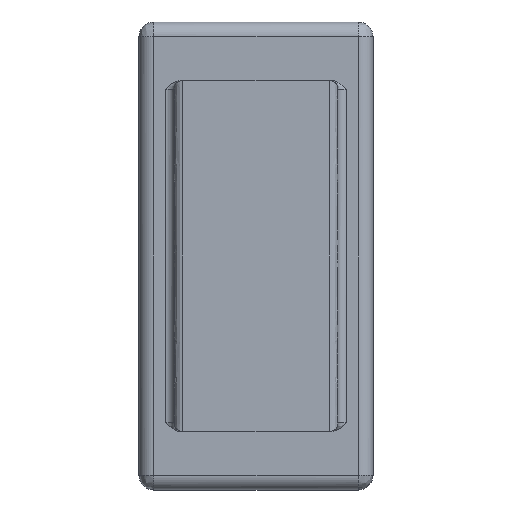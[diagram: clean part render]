
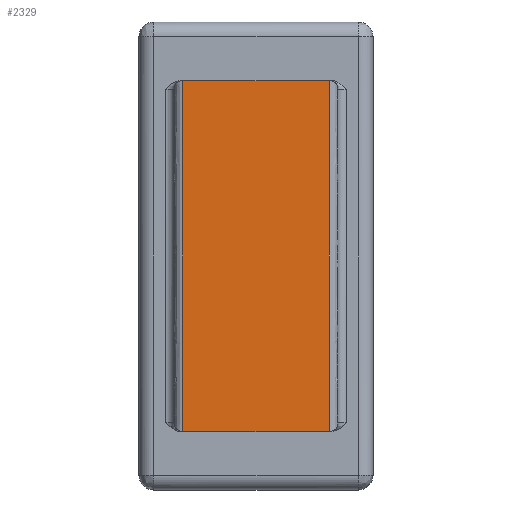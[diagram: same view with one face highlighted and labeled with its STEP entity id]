
A CAD part, front view. The second image highlights one B-rep face of the part: STEP entity #2329.
In plain terms, the highlighted free-form (B-spline) face has degree [1, 1] with [2, 2] control points.
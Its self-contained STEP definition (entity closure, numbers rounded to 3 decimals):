
#1123 = VERTEX_POINT('',#1124);
#1124 = CARTESIAN_POINT('',(-53.171,-80.82,
    127.611));
#1129 = EDGE_CURVE('',#1130,#1123,#1132,.T.);
#1130 = VERTEX_POINT('',#1131);
#1131 = CARTESIAN_POINT('',(53.171,-80.82,
    127.611));
#1132 = B_SPLINE_CURVE_WITH_KNOTS('',1,(#1133,#1134),.UNSPECIFIED.,.F.,
  .F.,(2,2),(7.5,132.5),.PIECEWISE_BEZIER_KNOTS.);
#1133 = CARTESIAN_POINT('',(53.171,-80.82,
    127.611));
#1134 = CARTESIAN_POINT('',(-53.171,-80.82,
    127.611));
#1497 = VERTEX_POINT('',#1498);
#1498 = CARTESIAN_POINT('',(53.171,-80.82,
    -127.611));
#1503 = EDGE_CURVE('',#1504,#1497,#1506,.T.);
#1504 = VERTEX_POINT('',#1505);
#1505 = CARTESIAN_POINT('',(-53.171,-80.82,
    -127.611));
#1506 = B_SPLINE_CURVE_WITH_KNOTS('',1,(#1507,#1508),.UNSPECIFIED.,.F.,
  .F.,(2,2),(7.5,132.5),.PIECEWISE_BEZIER_KNOTS.);
#1507 = CARTESIAN_POINT('',(-53.171,-80.82,
    -127.611));
#1508 = CARTESIAN_POINT('',(53.171,-80.82,
    -127.611));
#1856 = EDGE_CURVE('',#1504,#1123,#1857,.T.);
#1857 = B_SPLINE_CURVE_WITH_KNOTS('',1,(#1858,#1859),.UNSPECIFIED.,.F.,
  .F.,(2,2),(-225.,75.),.PIECEWISE_BEZIER_KNOTS.);
#1858 = CARTESIAN_POINT('',(-53.171,-80.82,
    -127.611));
#1859 = CARTESIAN_POINT('',(-53.171,-80.82,
    127.611));
#2138 = EDGE_CURVE('',#1130,#1497,#2139,.T.);
#2139 = B_SPLINE_CURVE_WITH_KNOTS('',1,(#2140,#2141),.UNSPECIFIED.,.F.,
  .F.,(2,2),(-225.,75.),.PIECEWISE_BEZIER_KNOTS.);
#2140 = CARTESIAN_POINT('',(53.171,-80.82,
    127.611));
#2141 = CARTESIAN_POINT('',(53.171,-80.82,
    -127.611));
#2329 = ADVANCED_FACE('',(#2330),#2336,.T.);
#2330 = FACE_BOUND('',#2331,.T.);
#2331 = EDGE_LOOP('',(#2332,#2333,#2334,#2335));
#2332 = ORIENTED_EDGE('',*,*,#1856,.F.);
#2333 = ORIENTED_EDGE('',*,*,#1503,.T.);
#2334 = ORIENTED_EDGE('',*,*,#2138,.F.);
#2335 = ORIENTED_EDGE('',*,*,#1129,.T.);
#2336 = B_SPLINE_SURFACE_WITH_KNOTS('',1,1,(
    (#2337,#2338)
    ,(#2339,#2340
    )),.UNSPECIFIED.,.F.,.F.,.F.,(2,2),(2,2),(-150.,150.),(-62.5,62.5),
  .PIECEWISE_BEZIER_KNOTS.);
#2337 = CARTESIAN_POINT('',(-53.171,-80.82,
    127.611));
#2338 = CARTESIAN_POINT('',(53.171,-80.82,
    127.611));
#2339 = CARTESIAN_POINT('',(-53.171,-80.82,
    -127.611));
#2340 = CARTESIAN_POINT('',(53.171,-80.82,
    -127.611));
